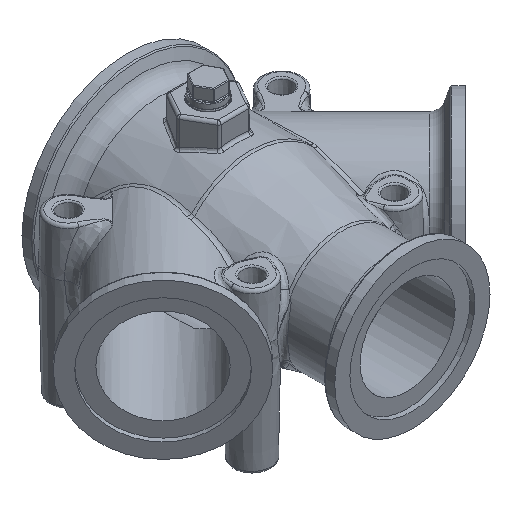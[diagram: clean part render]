
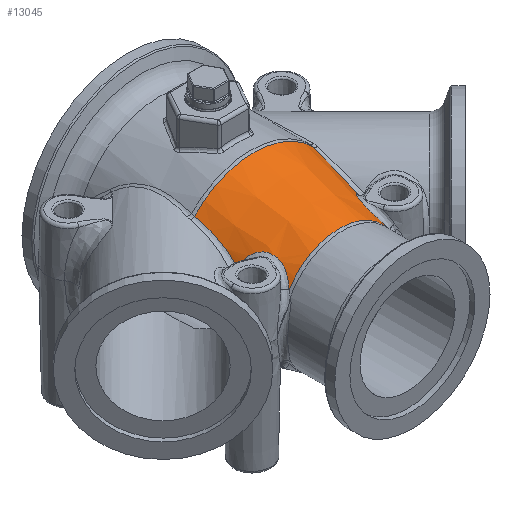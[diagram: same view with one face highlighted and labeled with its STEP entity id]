
A CAD part, isometric view. The second image highlights one B-rep face of the part: STEP entity #13045.
In plain terms, the highlighted conical face has half-angle 15 degrees and reference radius 38.1 mm.
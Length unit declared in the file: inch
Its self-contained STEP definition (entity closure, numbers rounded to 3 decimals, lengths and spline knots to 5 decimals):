
#2271=CONICAL_SURFACE($,#14127,1.5,15.);
#2572=CIRCLE($,#13982,1.74148);
#2672=CIRCLE($,#14128,1.25852);
#3079=FACE_OUTER_BOUND($,#3981,.T.);
#3981=EDGE_LOOP($,(#9628,#9629,#9630,#9631,#9632,#9633));
#4763=B_SPLINE_CURVE_WITH_KNOTS($,3,(#19000,#19001,#19002,#19003,#19004,
#19005,#19006,#19007,#19008,#19009),.UNSPECIFIED.,.F.,.F.,(4,1,1,1,1,1,
1,4),(-3.30059,-2.82908,-2.35757,-1.88605,
-1.41454,-0.94303,-0.47151,0.),
 .UNSPECIFIED.);
#4811=B_SPLINE_CURVE_WITH_KNOTS($,3,(#20787,#20788,#20789,#20790,#20791,
#20792,#20793,#20794,#20795,#20796),.UNSPECIFIED.,.F.,.F.,(4,1,1,1,1,1,
1,4),(-5.66323,-5.19172,-4.7202,-4.24869,
-3.77718,-3.30566,-2.83415,-2.36263),
 .UNSPECIFIED.);
#4818=B_SPLINE_CURVE_WITH_KNOTS($,3,(#21059,#21060,#21061,#21062,#21063),
 .UNSPECIFIED.,.F.,.F.,(4,1,4),(-26.47517,-24.93346,-23.77717),
 .UNSPECIFIED.);
#5002=B_SPLINE_CURVE_WITH_KNOTS($,3,(#23555,#23556,#23557,#23558,#23559,
#23560,#23561,#23562,#23563,#23564),.UNSPECIFIED.,.F.,.F.,(4,3,3,4),(-23.77716,
-22.23528,-22.02888,-21.07916),.UNSPECIFIED.);
#5532=VERTEX_POINT($,#18997);
#5533=VERTEX_POINT($,#18999);
#5573=VERTEX_POINT($,#20178);
#5585=VERTEX_POINT($,#20543);
#5591=VERTEX_POINT($,#21024);
#5594=VERTEX_POINT($,#21284);
#6897=EDGE_CURVE($,#5532,#5533,#4763,.T.);
#6987=EDGE_CURVE($,#5585,#5573,#4811,.T.);
#6996=EDGE_CURVE($,#5573,#5591,#4818,.T.);
#7003=EDGE_CURVE($,#5591,#5594,#2572,.T.);
#7396=EDGE_CURVE($,#5533,#5585,#2672,.T.);
#7397=EDGE_CURVE($,#5594,#5532,#5002,.T.);
#9628=ORIENTED_EDGE($,*,*,#6996,.F.);
#9629=ORIENTED_EDGE($,*,*,#6987,.F.);
#9630=ORIENTED_EDGE($,*,*,#7396,.F.);
#9631=ORIENTED_EDGE($,*,*,#6897,.F.);
#9632=ORIENTED_EDGE($,*,*,#7397,.F.);
#9633=ORIENTED_EDGE($,*,*,#7003,.F.);
#13045=ADVANCED_FACE($,(#3079),#2271,.T.);
#13982=AXIS2_PLACEMENT_3D($,#21285,#15374,#15375);
#14127=AXIS2_PLACEMENT_3D($,#23553,#15734,#15735);
#14128=AXIS2_PLACEMENT_3D($,#23554,#15736,#15737);
#15374=DIRECTION('center_axis',(0.,1.,0.));
#15375=DIRECTION('ref_axis',(0.,0.,1.));
#15734=DIRECTION('center_axis',(0.,1.,0.));
#15735=DIRECTION('ref_axis',(1.,0.,0.));
#15736=DIRECTION('center_axis',(0.,-1.,0.));
#15737=DIRECTION('ref_axis',(-1.,0.,0.));
#18997=CARTESIAN_POINT('',(1.28397,2.39212,0.7541));
#18999=CARTESIAN_POINT('',(1.06467,1.53179,0.67108));
#19000=CARTESIAN_POINT('Ctrl Pts',(1.28397,2.39212,0.7541));
#19001=CARTESIAN_POINT('Ctrl Pts',(1.25241,2.38169,0.80232));
#19002=CARTESIAN_POINT('Ctrl Pts',(1.18223,2.35171,0.89263));
#19003=CARTESIAN_POINT('Ctrl Pts',(1.06314,2.25898,0.99396));
#19004=CARTESIAN_POINT('Ctrl Pts',(0.96254,2.10348,1.03302));
#19005=CARTESIAN_POINT('Ctrl Pts',(0.92203,1.91852,1.00256));
#19006=CARTESIAN_POINT('Ctrl Pts',(0.94126,1.75006,0.9229));
#19007=CARTESIAN_POINT('Ctrl Pts',(0.99663,1.61828,0.80981));
#19008=CARTESIAN_POINT('Ctrl Pts',(1.04238,1.55696,0.71909));
#19009=CARTESIAN_POINT('Ctrl Pts',(1.06467,1.53179,0.67108));
#20178=CARTESIAN_POINT('',(-1.28397,2.39212,0.7541));
#20543=CARTESIAN_POINT('',(-1.06467,1.53179,0.67108));
#20787=CARTESIAN_POINT('Ctrl Pts',(-1.06467,1.53179,0.67108));
#20788=CARTESIAN_POINT('Ctrl Pts',(-1.04238,1.55696,0.71909));
#20789=CARTESIAN_POINT('Ctrl Pts',(-0.99666,1.6183,
0.80982));
#20790=CARTESIAN_POINT('Ctrl Pts',(-0.94123,1.75006,
0.92292));
#20791=CARTESIAN_POINT('Ctrl Pts',(-0.92213,1.91867,
1.0026));
#20792=CARTESIAN_POINT('Ctrl Pts',(-0.96232,2.10357,
1.03318));
#20793=CARTESIAN_POINT('Ctrl Pts',(-1.06308,2.25874,0.99387));
#20794=CARTESIAN_POINT('Ctrl Pts',(-1.18233,2.35177,0.89259));
#20795=CARTESIAN_POINT('Ctrl Pts',(-1.25241,2.38169,0.80232));
#20796=CARTESIAN_POINT('Ctrl Pts',(-1.28397,2.39212,0.7541));
#21024=CARTESIAN_POINT('',(-1.25628,3.33423,1.20603));
#21059=CARTESIAN_POINT('Ctrl Pts',(-1.28397,2.39212,0.7541));
#21060=CARTESIAN_POINT('Ctrl Pts',(-1.26232,2.54877,0.87386));
#21061=CARTESIAN_POINT('Ctrl Pts',(-1.23055,2.85493,1.04691));
#21062=CARTESIAN_POINT('Ctrl Pts',(-1.23963,3.18863,1.16704));
#21063=CARTESIAN_POINT('Ctrl Pts',(-1.25628,3.33423,1.20603));
#21284=CARTESIAN_POINT('',(1.25628,3.33423,1.20603));
#21285=CARTESIAN_POINT('Origin',(0.,3.33423,
0.));
#23553=CARTESIAN_POINT('Origin',(0.,2.43301,0.));
#23554=CARTESIAN_POINT('Origin',(0.,1.53179,0.));
#23555=CARTESIAN_POINT('Ctrl Pts',(1.25628,3.33423,1.20603));
#23556=CARTESIAN_POINT('Ctrl Pts',(1.23408,3.14008,1.15404));
#23557=CARTESIAN_POINT('Ctrl Pts',(1.23439,2.95036,1.08046));
#23558=CARTESIAN_POINT('Ctrl Pts',(1.24535,2.77163,0.98971));
#23559=CARTESIAN_POINT('Ctrl Pts',(1.24681,2.7477,0.97756));
#23560=CARTESIAN_POINT('Ctrl Pts',(1.24847,2.72397,0.96511));
#23561=CARTESIAN_POINT('Ctrl Pts',(1.2503,2.70046,0.95233));
#23562=CARTESIAN_POINT('Ctrl Pts',(1.25869,2.59229,0.89353));
#23563=CARTESIAN_POINT('Ctrl Pts',(1.27063,2.48862,0.82787));
#23564=CARTESIAN_POINT('Ctrl Pts',(1.28397,2.39212,0.7541));
